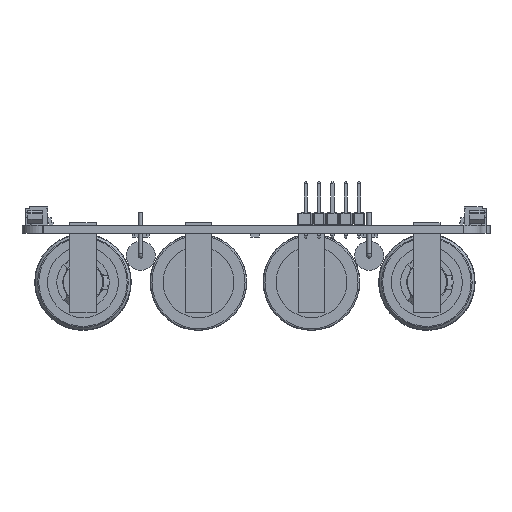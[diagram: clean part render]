
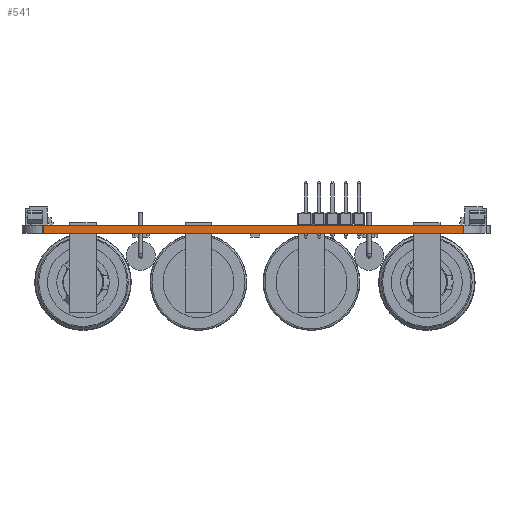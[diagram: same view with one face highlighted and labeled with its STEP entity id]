
A CAD part, left-side view. The second image highlights one B-rep face of the part: STEP entity #541.
In plain terms, the highlighted planar face has unit normal (-1, 0, 0).
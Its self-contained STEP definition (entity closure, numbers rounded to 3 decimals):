
#514 = VERTEX_POINT('',#515);
#515 = CARTESIAN_POINT('',(0.092,4.958,0.));
#522 = EDGE_CURVE('',#523,#514,#525,.T.);
#523 = VERTEX_POINT('',#524);
#524 = CARTESIAN_POINT('',(0.092,4.958,-1.59)
  );
#525 = LINE('',#526,#527);
#526 = CARTESIAN_POINT('',(0.092,4.958,-1.59)
  );
#527 = VECTOR('',#528,1.);
#528 = DIRECTION('',(0.,0.,1.));
#541 = ADVANCED_FACE('',(#542),#567,.T.);
#542 = FACE_BOUND('',#543,.T.);
#543 = EDGE_LOOP('',(#544,#545,#553,#561));
#544 = ORIENTED_EDGE('',*,*,#522,.T.);
#545 = ORIENTED_EDGE('',*,*,#546,.T.);
#546 = EDGE_CURVE('',#514,#547,#549,.T.);
#547 = VERTEX_POINT('',#548);
#548 = CARTESIAN_POINT('',(0.091,85.109,0.)
  );
#549 = LINE('',#550,#551);
#550 = CARTESIAN_POINT('',(0.092,4.958,0.));
#551 = VECTOR('',#552,1.);
#552 = DIRECTION('',(0.,1.,0.));
#553 = ORIENTED_EDGE('',*,*,#554,.F.);
#554 = EDGE_CURVE('',#555,#547,#557,.T.);
#555 = VERTEX_POINT('',#556);
#556 = CARTESIAN_POINT('',(0.091,85.109,-1.59)
  );
#557 = LINE('',#558,#559);
#558 = CARTESIAN_POINT('',(0.091,85.109,-1.59)
  );
#559 = VECTOR('',#560,1.);
#560 = DIRECTION('',(0.,0.,1.));
#561 = ORIENTED_EDGE('',*,*,#562,.F.);
#562 = EDGE_CURVE('',#523,#555,#563,.T.);
#563 = LINE('',#564,#565);
#564 = CARTESIAN_POINT('',(0.092,4.958,-1.59)
  );
#565 = VECTOR('',#566,1.);
#566 = DIRECTION('',(0.,1.,0.));
#567 = PLANE('',#568);
#568 = AXIS2_PLACEMENT_3D('',#569,#570,#571);
#569 = CARTESIAN_POINT('',(0.092,4.958,-1.59)
  );
#570 = DIRECTION('',(-1.,0.,0.));
#571 = DIRECTION('',(0.,1.,0.));
